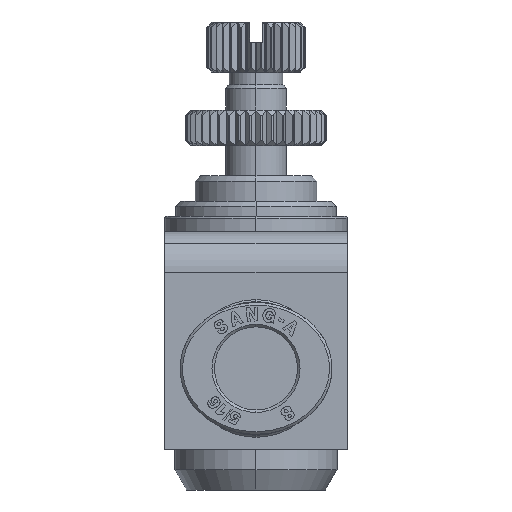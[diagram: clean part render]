
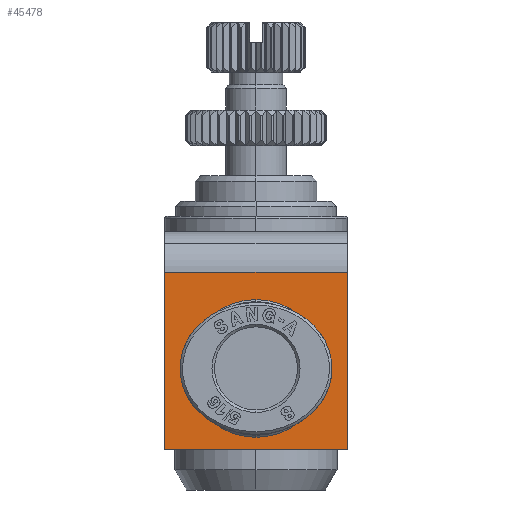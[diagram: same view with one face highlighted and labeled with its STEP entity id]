
A CAD part, left-side view. The second image highlights one B-rep face of the part: STEP entity #45478.
In plain terms, the highlighted planar face has unit normal (-1, 0, 0).
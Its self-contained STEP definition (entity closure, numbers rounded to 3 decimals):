
#751=CARTESIAN_POINT('',(-10.,5.5,7.05));
#752=VERTEX_POINT('',#751);
#768=CARTESIAN_POINT('',(-10.,5.5,-6.55));
#769=VERTEX_POINT('',#768);
#776=CARTESIAN_POINT('',(-10.,5.5,0.25));
#777=DIRECTION('',(1.0,0.0,0.0));
#778=DIRECTION('',(0.0,0.0,1.0));
#779=AXIS2_PLACEMENT_3D('',#776,#777,#778);
#780=CIRCLE('',#779,6.8);
#781=EDGE_CURVE('',#752,#769,#780,.T.);
#41345=CARTESIAN_POINT('',(-10.0,-3.5,-7.75));
#41346=VERTEX_POINT('',#41345);
#41353=CARTESIAN_POINT('',(-10.0,14.5,-7.75));
#41354=VERTEX_POINT('',#41353);
#41355=CARTESIAN_POINT('',(-10.0,14.5,-7.75));
#41356=DIRECTION('',(0.0,-1.0,0.0));
#41357=VECTOR('',#41356,18.0);
#41358=LINE('',#41355,#41357);
#41359=EDGE_CURVE('',#41354,#41346,#41358,.T.);
#44548=CARTESIAN_POINT('',(-10.,5.5,0.25));
#44549=DIRECTION('',(1.0,0.0,0.0));
#44550=DIRECTION('',(0.0,0.0,1.0));
#44551=AXIS2_PLACEMENT_3D('',#44548,#44549,#44550);
#44552=CIRCLE('',#44551,6.8);
#44553=EDGE_CURVE('',#769,#752,#44552,.T.);
#45343=CARTESIAN_POINT('',(-10.0,-3.5,9.75));
#45344=VERTEX_POINT('',#45343);
#45352=CARTESIAN_POINT('',(-10.0,-3.5,-7.75));
#45353=DIRECTION('',(0.0,0.0,1.0));
#45354=VECTOR('',#45353,17.5);
#45355=LINE('',#45352,#45354);
#45356=EDGE_CURVE('',#41346,#45344,#45355,.T.);
#45439=CARTESIAN_POINT('',(-10.0,14.5,9.75));
#45440=VERTEX_POINT('',#45439);
#45448=CARTESIAN_POINT('',(-10.0,14.5,9.75));
#45449=DIRECTION('',(0.0,-1.0,0.0));
#45450=VECTOR('',#45449,18.0);
#45451=LINE('',#45448,#45450);
#45452=EDGE_CURVE('',#45440,#45344,#45451,.T.);
#45458=CARTESIAN_POINT('',(-10.0,5.5,13.75));
#45459=DIRECTION('',(-1.0,0.0,0.0));
#45460=DIRECTION('',(0.0,0.0,1.0));
#45461=AXIS2_PLACEMENT_3D('',#45458,#45459,#45460);
#45462=PLANE('',#45461);
#45463=ORIENTED_EDGE('',*,*,#45452,.F.);
#45464=CARTESIAN_POINT('',(-10.0,14.5,9.75));
#45465=DIRECTION('',(0.0,0.0,-1.0));
#45466=VECTOR('',#45465,17.5);
#45467=LINE('',#45464,#45466);
#45468=EDGE_CURVE('',#45440,#41354,#45467,.T.);
#45469=ORIENTED_EDGE('',*,*,#45468,.T.);
#45470=ORIENTED_EDGE('',*,*,#41359,.T.);
#45471=ORIENTED_EDGE('',*,*,#45356,.T.);
#45472=EDGE_LOOP('',(#45463,#45469,#45470,#45471));
#45473=FACE_OUTER_BOUND('',#45472,.T.);
#45474=ORIENTED_EDGE('',*,*,#781,.T.);
#45475=ORIENTED_EDGE('',*,*,#44553,.T.);
#45476=EDGE_LOOP('',(#45474,#45475));
#45477=FACE_BOUND('',#45476,.T.);
#45478=ADVANCED_FACE('',(#45473,#45477),#45462,.T.);
